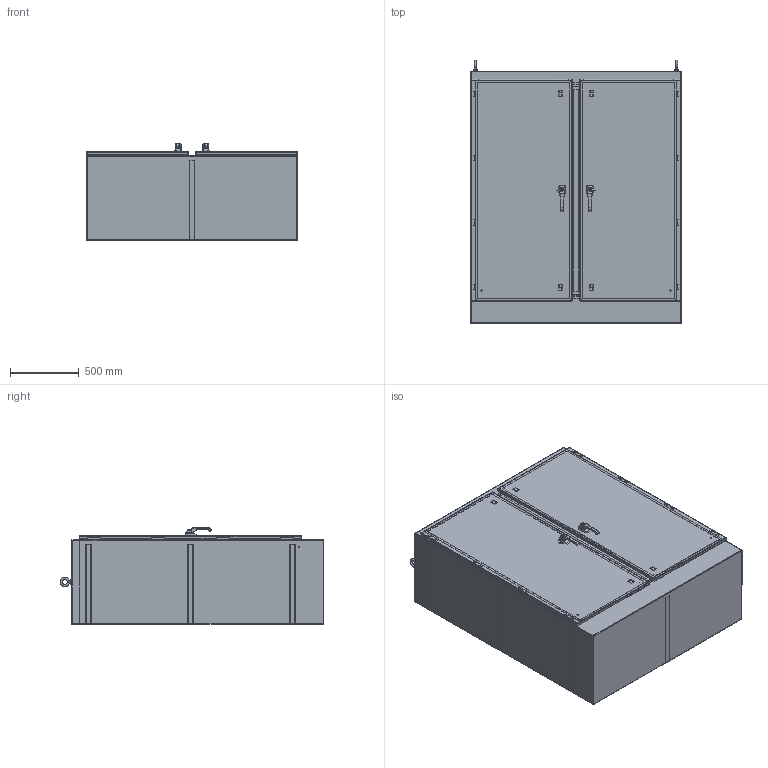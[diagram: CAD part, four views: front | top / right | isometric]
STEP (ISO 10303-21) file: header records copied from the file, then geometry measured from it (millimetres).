
FILE_DESCRIPTION (( 'STEP AP214' ), '1' );
FILE_NAME ('WRD726024FSD4.STEP', '2018-05-04T20:09:12', ( '' ), ( '' ), 'SwSTEP 2.0', 'SolidWorks 2017', '' );
FILE_SCHEMA (( 'AUTOMOTIVE_DESIGN' ));
Length unit declared in the file: inch
Products named in the file (1): WRD726024FSD4
Bounding box: 1527.38 x 1911.03 x 699.19 mm (x, y, z)
Volume: 33398591 mm3; surface area: 23941422.8 mm2
Topology: 155 solids, 155 shells, 3276 faces, 8090 edges, 5220 vertices
Faces by surface type: plane 1520, cylinder 1096, bspline 368, cone 292
Full cylindrical faces by diameter (mm): 3.2 x8, 3.9 x2, 3.969 x8, 4.2 x4, 4.5 x4, 4.978 x16, 5 x6, 5.08 x8, 5.4 x4, 5.69 x8, 5.842 x16, 6 x2, 6.128 x4, 6.172 x4, 6.337 x12, 6.345 x8, 6.35 x44, 6.41 x4, 6.756 x24, 7.023 x32, 7.137 x22, 7.144 x4, 7.937 x4, 8 x2, 8.2 x2, 8.56 x4, 9.525 x4, 10.16 x8, 11.125 x8, 12.7 x4
Entity records: 139580 total; most frequent: CARTESIAN_POINT 64335, DIRECTION 14608, ORIENTED_EDGE 14556, EDGE_CURVE 7278, AXIS2_PLACEMENT_3D 5431, VERTEX_POINT 5032, EDGE_LOOP 4384, FACE_OUTER_BOUND 3764
